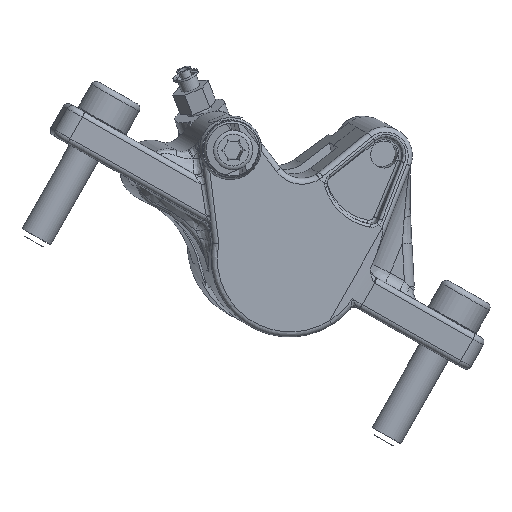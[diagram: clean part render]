
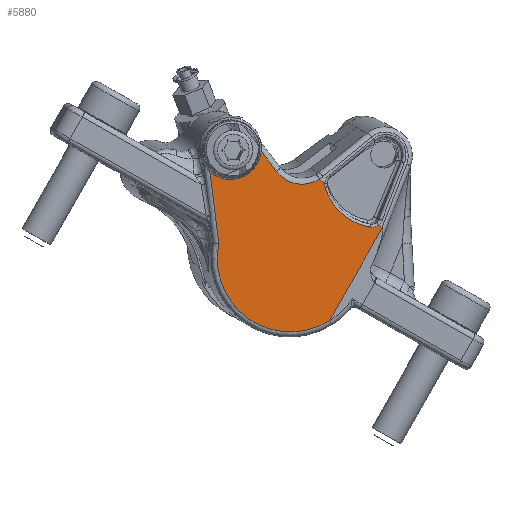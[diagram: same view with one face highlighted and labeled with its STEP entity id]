
A CAD part, top view. The second image highlights one B-rep face of the part: STEP entity #5880.
In plain terms, the highlighted planar face has unit normal (0.133, -0.075, 0.988).
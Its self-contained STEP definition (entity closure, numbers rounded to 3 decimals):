
#98=ELLIPSE('',#6474,5.956,1.);
#438=PLANE('',#6471);
#697=FACE_OUTER_BOUND('',#1068,.T.);
#1068=EDGE_LOOP('',(#4921,#4922,#4923,#4924,#4925,#4926,#4927,#4928,#4929,
#4930,#4931,#4932));
#1555=LINE('',#10926,#1983);
#1556=LINE('',#10929,#1984);
#1557=LINE('',#10931,#1985);
#1558=LINE('',#10935,#1986);
#1559=LINE('',#10938,#1987);
#1983=VECTOR('',#7933,10.);
#1984=VECTOR('',#7936,10.);
#1985=VECTOR('',#7937,10.);
#1986=VECTOR('',#7940,10.);
#1987=VECTOR('',#7943,10.);
#2082=CIRCLE('',#6120,5.2);
#2228=CIRCLE('',#6450,2.);
#2234=CIRCLE('',#6462,10.62);
#2236=CIRCLE('',#6467,2.);
#2237=CIRCLE('',#6472,6.);
#2238=CIRCLE('',#6473,13.5);
#2420=VERTEX_POINT('',#8780);
#2422=VERTEX_POINT('',#8786);
#2749=VERTEX_POINT('',#10706);
#2751=VERTEX_POINT('',#10752);
#2758=VERTEX_POINT('',#10841);
#2761=VERTEX_POINT('',#10913);
#2762=VERTEX_POINT('',#10925);
#2763=VERTEX_POINT('',#10927);
#2764=VERTEX_POINT('',#10930);
#2765=VERTEX_POINT('',#10932);
#2766=VERTEX_POINT('',#10934);
#2767=VERTEX_POINT('',#10936);
#3002=EDGE_CURVE('',#2422,#2420,#2082,.T.);
#3496=EDGE_CURVE('',#2751,#2749,#2228,.T.);
#3508=EDGE_CURVE('',#2749,#2758,#2234,.T.);
#3513=EDGE_CURVE('',#2758,#2761,#2236,.T.);
#3517=EDGE_CURVE('',#2751,#2762,#1555,.T.);
#3518=EDGE_CURVE('',#2763,#2762,#2237,.T.);
#3519=EDGE_CURVE('',#2422,#2763,#1556,.T.);
#3520=EDGE_CURVE('',#2764,#2420,#1557,.T.);
#3521=EDGE_CURVE('',#2765,#2764,#2238,.T.);
#3522=EDGE_CURVE('',#2766,#2765,#1558,.T.);
#3523=EDGE_CURVE('',#2767,#2766,#98,.T.);
#3524=EDGE_CURVE('',#2761,#2767,#1559,.F.);
#4921=ORIENTED_EDGE('',*,*,#3513,.F.);
#4922=ORIENTED_EDGE('',*,*,#3508,.F.);
#4923=ORIENTED_EDGE('',*,*,#3496,.F.);
#4924=ORIENTED_EDGE('',*,*,#3517,.T.);
#4925=ORIENTED_EDGE('',*,*,#3518,.F.);
#4926=ORIENTED_EDGE('',*,*,#3519,.F.);
#4927=ORIENTED_EDGE('',*,*,#3002,.T.);
#4928=ORIENTED_EDGE('',*,*,#3520,.F.);
#4929=ORIENTED_EDGE('',*,*,#3521,.F.);
#4930=ORIENTED_EDGE('',*,*,#3522,.F.);
#4931=ORIENTED_EDGE('',*,*,#3523,.F.);
#4932=ORIENTED_EDGE('',*,*,#3524,.F.);
#5880=ADVANCED_FACE('',(#697),#438,.F.);
#6120=AXIS2_PLACEMENT_3D('',#8787,#6952,#6953);
#6450=AXIS2_PLACEMENT_3D('',#10759,#7884,#7885);
#6462=AXIS2_PLACEMENT_3D('',#10843,#7911,#7912);
#6467=AXIS2_PLACEMENT_3D('',#10914,#7921,#7922);
#6471=AXIS2_PLACEMENT_3D('',#10924,#7931,#7932);
#6472=AXIS2_PLACEMENT_3D('',#10928,#7934,#7935);
#6473=AXIS2_PLACEMENT_3D('',#10933,#7938,#7939);
#6474=AXIS2_PLACEMENT_3D('',#10937,#7941,#7942);
#6952=DIRECTION('center_axis',(-0.133,0.075,-0.988));
#6953=DIRECTION('ref_axis',(-0.859,0.488,0.152));
#7884=DIRECTION('center_axis',(0.133,-0.075,0.988));
#7885=DIRECTION('ref_axis',(-0.971,-0.21,0.114));
#7911=DIRECTION('center_axis',(0.133,-0.075,0.988));
#7912=DIRECTION('ref_axis',(-0.659,-0.751,0.031));
#7921=DIRECTION('center_axis',(0.133,-0.075,0.988));
#7922=DIRECTION('ref_axis',(0.209,-0.973,-0.102));
#7931=DIRECTION('center_axis',(-0.133,0.075,-0.988));
#7932=DIRECTION('ref_axis',(-0.859,0.488,0.152));
#7933=DIRECTION('',(-0.782,0.604,0.151));
#7934=DIRECTION('center_axis',(0.133,-0.075,0.988));
#7935=DIRECTION('ref_axis',(-0.22,-0.974,-0.045));
#7936=DIRECTION('',(0.598,-0.789,-0.14));
#7937=DIRECTION('',(-0.123,0.988,0.092));
#7938=DIRECTION('center_axis',(-0.133,0.075,-0.988));
#7939=DIRECTION('ref_axis',(-0.675,-0.737,0.035));
#7940=DIRECTION('',(-0.494,-0.87,0.));
#7941=DIRECTION('center_axis',(-0.133,0.075,-0.988));
#7942=DIRECTION('ref_axis',(0.385,0.923,0.019));
#7943=DIRECTION('',(-0.782,0.604,0.151));
#8780=CARTESIAN_POINT('',(41.025,159.878,12.552));
#8786=CARTESIAN_POINT('',(49.932,163.611,11.641));
#8787=CARTESIAN_POINT('Origin',(44.779,163.469,12.322));
#10706=CARTESIAN_POINT('',(62.037,156.367,9.465));
#10752=CARTESIAN_POINT('',(61.962,157.182,9.537));
#10759=CARTESIAN_POINT('Origin',(63.931,156.974,9.257));
#10841=CARTESIAN_POINT('',(70.171,149.16,7.824));
#10843=CARTESIAN_POINT('Origin',(72.095,159.59,8.361));
#10913=CARTESIAN_POINT('',(71.787,149.593,7.64));
#10914=CARTESIAN_POINT('Origin',(70.533,151.125,7.925));
#10924=CARTESIAN_POINT('Origin',(55.844,143.59,9.322));
#10925=CARTESIAN_POINT('',(61.069,157.871,9.709));
#10926=CARTESIAN_POINT('',(65.693,154.3,8.817));
#10927=CARTESIAN_POINT('',(53.216,159.28,10.87));
#10928=CARTESIAN_POINT('Origin',(57.958,162.938,10.513));
#10929=CARTESIAN_POINT('',(57.454,153.691,9.876));
#10930=CARTESIAN_POINT('',(42.733,146.145,11.276));
#10931=CARTESIAN_POINT('',(41.956,152.394,11.857));
#10932=CARTESIAN_POINT('',(62.865,132.202,7.513));
#10933=CARTESIAN_POINT('Origin',(55.844,143.59,9.322));
#10934=CARTESIAN_POINT('',(72.439,149.064,7.513));
#10935=CARTESIAN_POINT('',(67.154,139.756,7.513));
#10936=CARTESIAN_POINT('',(72.38,149.135,7.526));
#10937=CARTESIAN_POINT('Origin',(70.046,143.663,7.422));
#10938=CARTESIAN_POINT('',(65.693,154.3,8.817));
